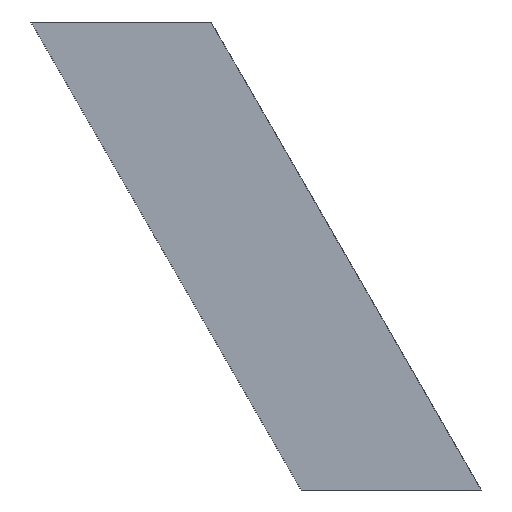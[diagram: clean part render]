
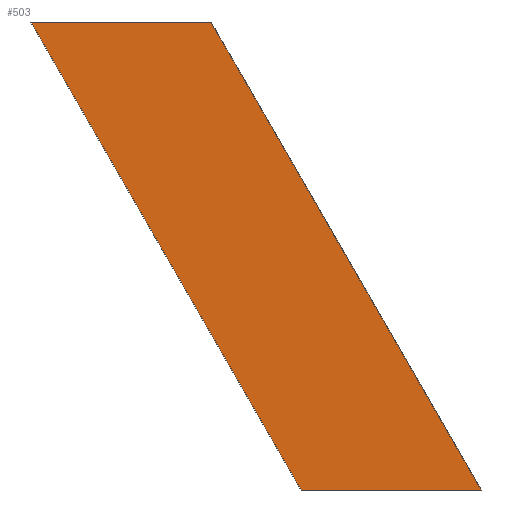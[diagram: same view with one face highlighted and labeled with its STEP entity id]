
A CAD part, left-side view. The second image highlights one B-rep face of the part: STEP entity #503.
In plain terms, the highlighted planar face has unit normal (-1, 0, 0).
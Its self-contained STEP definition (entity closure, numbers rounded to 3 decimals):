
#103=CARTESIAN_POINT('Vertex',(0.,-20.14,3.)) ;
#106=CARTESIAN_POINT('Line Origine',(0.,-18.407,3.)) ;
#110=CARTESIAN_POINT('Vertex',(0.,-16.675,3.)) ;
#193=CARTESIAN_POINT('Line Origine',(0.,-14.077,7.5)) ;
#197=CARTESIAN_POINT('Vertex',(0.,-11.479,12.)) ;
#468=CARTESIAN_POINT('Line Origine',(0.,-13.211,12.)) ;
#472=CARTESIAN_POINT('Vertex',(0.,-14.943,12.)) ;
#487=CARTESIAN_POINT('Axis2P3D Location',(0.,0.,0.)) ;
#492=CARTESIAN_POINT('Line Origine',(0.,-17.541,7.5)) ;
#107=DIRECTION('Vector Direction',(0.,-1.,0.)) ;
#194=DIRECTION('Vector Direction',(0.,-0.5,-0.866)) ;
#469=DIRECTION('Vector Direction',(0.,-1.,0.)) ;
#488=DIRECTION('Axis2P3D Direction',(-1.,0.,0.)) ;
#489=DIRECTION('Axis2P3D XDirection',(-0.,-1.,-0.)) ;
#493=DIRECTION('Vector Direction',(0.,-0.5,-0.866)) ;
#490=AXIS2_PLACEMENT_3D('Plane Axis2P3D',#487,#488,#489) ;
#498=ORIENTED_EDGE('',*,*,#199,.T.) ;
#499=ORIENTED_EDGE('',*,*,#112,.T.) ;
#500=ORIENTED_EDGE('',*,*,#496,.T.) ;
#501=ORIENTED_EDGE('',*,*,#474,.T.) ;
#108=VECTOR('Line Direction',#107,1.) ;
#195=VECTOR('Line Direction',#194,1.) ;
#470=VECTOR('Line Direction',#469,1.) ;
#494=VECTOR('Line Direction',#493,1.) ;
#503=ADVANCED_FACE('Corps principal',(#502),#491,.T.) ;
#112=EDGE_CURVE('',#111,#104,#109,.T.) ;
#199=EDGE_CURVE('',#198,#111,#196,.T.) ;
#474=EDGE_CURVE('',#473,#198,#471,.F.) ;
#496=EDGE_CURVE('',#104,#473,#495,.F.) ;
#497=EDGE_LOOP('',(#498,#499,#500,#501)) ;
#502=FACE_OUTER_BOUND('',#497,.T.) ;
#109=LINE('Line',#106,#108) ;
#196=LINE('Line',#193,#195) ;
#471=LINE('Line',#468,#470) ;
#495=LINE('Line',#492,#494) ;
#491=PLANE('',#490) ;
#104=VERTEX_POINT('',#103) ;
#111=VERTEX_POINT('',#110) ;
#198=VERTEX_POINT('',#197) ;
#473=VERTEX_POINT('',#472) ;
